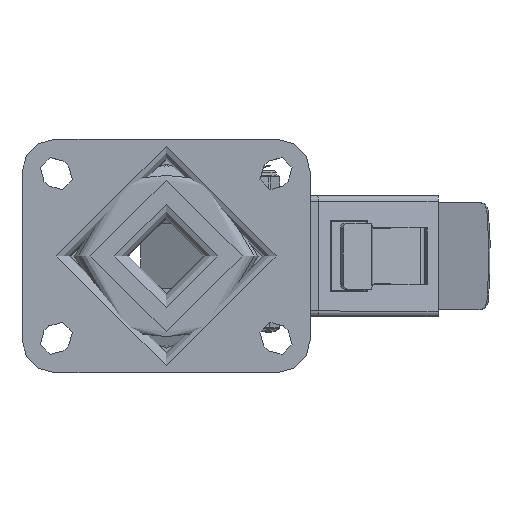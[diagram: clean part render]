
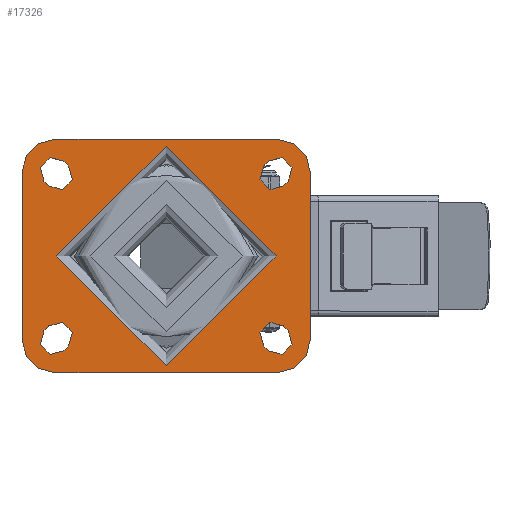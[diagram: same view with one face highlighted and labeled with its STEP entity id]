
A CAD part, top view. The second image highlights one B-rep face of the part: STEP entity #17326.
In plain terms, the highlighted planar face has unit normal (0, 0, 1).
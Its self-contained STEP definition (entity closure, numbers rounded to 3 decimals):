
#1382=FACE_BOUND('',#5726,.T.);
#1383=FACE_BOUND('',#5727,.T.);
#1384=FACE_BOUND('',#5728,.T.);
#1385=FACE_BOUND('',#5729,.T.);
#1386=FACE_BOUND('',#5730,.T.);
#1537=PLANE('',#18770);
#2059=LINE('',#25417,#3270);
#2060=LINE('',#25418,#3271);
#2061=LINE('',#25419,#3272);
#2062=LINE('',#25420,#3273);
#2063=LINE('',#25421,#3274);
#2064=LINE('',#25422,#3275);
#2065=LINE('',#25423,#3276);
#2066=LINE('',#25424,#3277);
#2067=LINE('',#25425,#3278);
#2068=LINE('',#25426,#3279);
#2069=LINE('',#25427,#3280);
#2070=LINE('',#25428,#3281);
#3270=VECTOR('',#20711,1000.);
#3271=VECTOR('',#20712,1000.);
#3272=VECTOR('',#20713,1000.);
#3273=VECTOR('',#20714,1000.);
#3274=VECTOR('',#20715,1000.);
#3275=VECTOR('',#20716,1000.);
#3276=VECTOR('',#20717,1000.);
#3277=VECTOR('',#20718,1000.);
#3278=VECTOR('',#20719,1000.);
#3279=VECTOR('',#20720,1000.);
#3280=VECTOR('',#20721,1000.);
#3281=VECTOR('',#20722,1000.);
#4674=FACE_OUTER_BOUND('',#5725,.T.);
#5725=EDGE_LOOP('',(#12182,#12183,#12184,#12185,#12186,#12187,#12188,#12189));
#5726=EDGE_LOOP('',(#12190,#12191,#12192,#12193));
#5727=EDGE_LOOP('',(#12194,#12195,#12196,#12197));
#5728=EDGE_LOOP('',(#12198,#12199,#12200,#12201));
#5729=EDGE_LOOP('',(#12202,#12203,#12204,#12205));
#5730=EDGE_LOOP('',(#12206));
#6907=CIRCLE('',#18649,5.125);
#6908=CIRCLE('',#18651,5.125);
#6911=CIRCLE('',#18655,5.125);
#6912=CIRCLE('',#18657,5.125);
#6914=CIRCLE('',#18660,5.125);
#6917=CIRCLE('',#18664,5.125);
#6918=CIRCLE('',#18666,5.125);
#6921=CIRCLE('',#18670,5.125);
#6922=CIRCLE('',#18672,12.);
#6924=CIRCLE('',#18675,12.);
#6926=CIRCLE('',#18678,12.);
#6928=CIRCLE('',#18681,12.);
#6949=CIRCLE('',#18712,40.);
#7673=VERTEX_POINT('',#25057);
#7674=VERTEX_POINT('',#25059);
#7675=VERTEX_POINT('',#25063);
#7676=VERTEX_POINT('',#25064);
#7681=VERTEX_POINT('',#25075);
#7682=VERTEX_POINT('',#25077);
#7683=VERTEX_POINT('',#25081);
#7684=VERTEX_POINT('',#25082);
#7687=VERTEX_POINT('',#25090);
#7688=VERTEX_POINT('',#25091);
#7693=VERTEX_POINT('',#25102);
#7694=VERTEX_POINT('',#25104);
#7695=VERTEX_POINT('',#25108);
#7696=VERTEX_POINT('',#25109);
#7701=VERTEX_POINT('',#25120);
#7702=VERTEX_POINT('',#25122);
#7703=VERTEX_POINT('',#25126);
#7704=VERTEX_POINT('',#25127);
#7707=VERTEX_POINT('',#25135);
#7708=VERTEX_POINT('',#25136);
#7711=VERTEX_POINT('',#25144);
#7712=VERTEX_POINT('',#25145);
#7715=VERTEX_POINT('',#25153);
#7716=VERTEX_POINT('',#25154);
#7733=VERTEX_POINT('',#25208);
#9371=EDGE_CURVE('',#7674,#7673,#6907,.T.);
#9373=EDGE_CURVE('',#7675,#7676,#6908,.T.);
#9379=EDGE_CURVE('',#7682,#7681,#6911,.T.);
#9381=EDGE_CURVE('',#7683,#7684,#6912,.T.);
#9385=EDGE_CURVE('',#7687,#7688,#6914,.T.);
#9391=EDGE_CURVE('',#7694,#7693,#6917,.T.);
#9393=EDGE_CURVE('',#7695,#7696,#6918,.T.);
#9399=EDGE_CURVE('',#7702,#7701,#6921,.T.);
#9401=EDGE_CURVE('',#7703,#7704,#6922,.T.);
#9405=EDGE_CURVE('',#7707,#7708,#6924,.T.);
#9409=EDGE_CURVE('',#7711,#7712,#6926,.T.);
#9413=EDGE_CURVE('',#7715,#7716,#6928,.T.);
#9440=EDGE_CURVE('',#7733,#7733,#6949,.T.);
#9544=EDGE_CURVE('',#7712,#7715,#2059,.T.);
#9545=EDGE_CURVE('',#7708,#7711,#2060,.T.);
#9546=EDGE_CURVE('',#7704,#7707,#2061,.T.);
#9547=EDGE_CURVE('',#7716,#7703,#2062,.T.);
#9548=EDGE_CURVE('',#7673,#7675,#2063,.T.);
#9549=EDGE_CURVE('',#7676,#7674,#2064,.T.);
#9550=EDGE_CURVE('',#7681,#7683,#2065,.T.);
#9551=EDGE_CURVE('',#7684,#7682,#2066,.T.);
#9552=EDGE_CURVE('',#7688,#7694,#2067,.T.);
#9553=EDGE_CURVE('',#7693,#7687,#2068,.T.);
#9554=EDGE_CURVE('',#7696,#7702,#2069,.T.);
#9555=EDGE_CURVE('',#7701,#7695,#2070,.T.);
#12182=ORIENTED_EDGE('',*,*,#9413,.F.);
#12183=ORIENTED_EDGE('',*,*,#9544,.F.);
#12184=ORIENTED_EDGE('',*,*,#9409,.F.);
#12185=ORIENTED_EDGE('',*,*,#9545,.F.);
#12186=ORIENTED_EDGE('',*,*,#9405,.F.);
#12187=ORIENTED_EDGE('',*,*,#9546,.F.);
#12188=ORIENTED_EDGE('',*,*,#9401,.F.);
#12189=ORIENTED_EDGE('',*,*,#9547,.F.);
#12190=ORIENTED_EDGE('',*,*,#9548,.T.);
#12191=ORIENTED_EDGE('',*,*,#9373,.T.);
#12192=ORIENTED_EDGE('',*,*,#9549,.T.);
#12193=ORIENTED_EDGE('',*,*,#9371,.T.);
#12194=ORIENTED_EDGE('',*,*,#9550,.T.);
#12195=ORIENTED_EDGE('',*,*,#9381,.T.);
#12196=ORIENTED_EDGE('',*,*,#9551,.T.);
#12197=ORIENTED_EDGE('',*,*,#9379,.T.);
#12198=ORIENTED_EDGE('',*,*,#9552,.T.);
#12199=ORIENTED_EDGE('',*,*,#9391,.T.);
#12200=ORIENTED_EDGE('',*,*,#9553,.T.);
#12201=ORIENTED_EDGE('',*,*,#9385,.T.);
#12202=ORIENTED_EDGE('',*,*,#9554,.T.);
#12203=ORIENTED_EDGE('',*,*,#9399,.T.);
#12204=ORIENTED_EDGE('',*,*,#9555,.T.);
#12205=ORIENTED_EDGE('',*,*,#9393,.T.);
#12206=ORIENTED_EDGE('',*,*,#9440,.F.);
#17326=ADVANCED_FACE('',(#4674,#1382,#1383,#1384,#1385,#1386),#1537,.T.);
#18649=AXIS2_PLACEMENT_3D('',#25060,#20391,#20392);
#18651=AXIS2_PLACEMENT_3D('',#25065,#20396,#20397);
#18655=AXIS2_PLACEMENT_3D('',#25078,#20407,#20408);
#18657=AXIS2_PLACEMENT_3D('',#25083,#20412,#20413);
#18660=AXIS2_PLACEMENT_3D('',#25092,#20420,#20421);
#18664=AXIS2_PLACEMENT_3D('',#25105,#20431,#20432);
#18666=AXIS2_PLACEMENT_3D('',#25110,#20436,#20437);
#18670=AXIS2_PLACEMENT_3D('',#25123,#20447,#20448);
#18672=AXIS2_PLACEMENT_3D('',#25128,#20452,#20453);
#18675=AXIS2_PLACEMENT_3D('',#25137,#20460,#20461);
#18678=AXIS2_PLACEMENT_3D('',#25146,#20468,#20469);
#18681=AXIS2_PLACEMENT_3D('',#25155,#20476,#20477);
#18712=AXIS2_PLACEMENT_3D('',#25209,#20544,#20545);
#18770=AXIS2_PLACEMENT_3D('',#25416,#20709,#20710);
#20391=DIRECTION('center_axis',(0.,0.,-1.));
#20392=DIRECTION('ref_axis',(-1.,0.,0.));
#20396=DIRECTION('center_axis',(0.,0.,-1.));
#20397=DIRECTION('ref_axis',(-1.,0.,0.));
#20407=DIRECTION('center_axis',(0.,0.,-1.));
#20408=DIRECTION('ref_axis',(-1.,0.,0.));
#20412=DIRECTION('center_axis',(0.,0.,-1.));
#20413=DIRECTION('ref_axis',(-1.,0.,0.));
#20420=DIRECTION('center_axis',(0.,0.,-1.));
#20421=DIRECTION('ref_axis',(1.,0.,0.));
#20431=DIRECTION('center_axis',(0.,0.,-1.));
#20432=DIRECTION('ref_axis',(1.,0.,0.));
#20436=DIRECTION('center_axis',(0.,0.,-1.));
#20437=DIRECTION('ref_axis',(1.,0.,0.));
#20447=DIRECTION('center_axis',(0.,0.,-1.));
#20448=DIRECTION('ref_axis',(1.,0.,0.));
#20452=DIRECTION('center_axis',(0.,0.,-1.));
#20453=DIRECTION('ref_axis',(-0.707,0.707,0.));
#20460=DIRECTION('center_axis',(0.,0.,-1.));
#20461=DIRECTION('ref_axis',(0.707,0.707,0.));
#20468=DIRECTION('center_axis',(0.,0.,-1.));
#20469=DIRECTION('ref_axis',(0.707,-0.707,0.));
#20476=DIRECTION('center_axis',(0.,0.,-1.));
#20477=DIRECTION('ref_axis',(-0.707,-0.707,0.));
#20544=DIRECTION('center_axis',(0.,0.,1.));
#20545=DIRECTION('ref_axis',(1.,0.,0.));
#20709=DIRECTION('center_axis',(0.,0.,1.));
#20710=DIRECTION('ref_axis',(1.,0.,0.));
#20711=DIRECTION('',(-1.,0.,0.));
#20712=DIRECTION('',(0.,-1.,0.));
#20713=DIRECTION('',(1.,0.,0.));
#20714=DIRECTION('',(0.,1.,0.));
#20715=DIRECTION('',(-0.707,0.707,0.));
#20716=DIRECTION('',(0.707,-0.707,0.));
#20717=DIRECTION('',(-0.707,-0.707,0.));
#20718=DIRECTION('',(0.707,0.707,0.));
#20719=DIRECTION('',(-0.707,-0.707,0.));
#20720=DIRECTION('',(0.707,0.707,0.));
#20721=DIRECTION('',(-0.707,0.707,0.));
#20722=DIRECTION('',(0.707,-0.707,0.));
#25057=CARTESIAN_POINT('',(37.26,-34.508,0.));
#25059=CARTESIAN_POINT('',(44.508,-27.26,0.));
#25060=CARTESIAN_POINT('Origin',(40.884,-30.884,0.));
#25063=CARTESIAN_POINT('',(35.492,-32.74,0.));
#25064=CARTESIAN_POINT('',(42.74,-25.492,0.));
#25065=CARTESIAN_POINT('Origin',(39.116,-29.116,0.));
#25075=CARTESIAN_POINT('',(44.508,27.26,0.));
#25077=CARTESIAN_POINT('',(37.26,34.508,0.));
#25078=CARTESIAN_POINT('Origin',(40.884,30.884,0.));
#25081=CARTESIAN_POINT('',(42.74,25.492,0.));
#25082=CARTESIAN_POINT('',(35.492,32.74,0.));
#25083=CARTESIAN_POINT('Origin',(39.116,29.116,0.));
#25090=CARTESIAN_POINT('',(-42.74,-25.492,0.));
#25091=CARTESIAN_POINT('',(-35.492,-32.74,0.));
#25092=CARTESIAN_POINT('Origin',(-39.116,-29.116,0.));
#25102=CARTESIAN_POINT('',(-44.508,-27.26,0.));
#25104=CARTESIAN_POINT('',(-37.26,-34.508,0.));
#25105=CARTESIAN_POINT('Origin',(-40.884,-30.884,0.));
#25108=CARTESIAN_POINT('',(-35.492,32.74,0.));
#25109=CARTESIAN_POINT('',(-42.74,25.492,0.));
#25110=CARTESIAN_POINT('Origin',(-39.116,29.116,0.));
#25120=CARTESIAN_POINT('',(-37.26,34.508,0.));
#25122=CARTESIAN_POINT('',(-44.508,27.26,0.));
#25123=CARTESIAN_POINT('Origin',(-40.884,30.884,0.));
#25126=CARTESIAN_POINT('',(-52.5,30.5,0.));
#25127=CARTESIAN_POINT('',(-40.5,42.5,0.));
#25128=CARTESIAN_POINT('Origin',(-40.5,30.5,0.));
#25135=CARTESIAN_POINT('',(40.5,42.5,0.));
#25136=CARTESIAN_POINT('',(52.5,30.5,0.));
#25137=CARTESIAN_POINT('Origin',(40.5,30.5,0.));
#25144=CARTESIAN_POINT('',(52.5,-30.5,0.));
#25145=CARTESIAN_POINT('',(40.5,-42.5,0.));
#25146=CARTESIAN_POINT('Origin',(40.5,-30.5,0.));
#25153=CARTESIAN_POINT('',(-40.5,-42.5,0.));
#25154=CARTESIAN_POINT('',(-52.5,-30.5,0.));
#25155=CARTESIAN_POINT('Origin',(-40.5,-30.5,0.));
#25208=CARTESIAN_POINT('',(40.,0.,0.));
#25209=CARTESIAN_POINT('Origin',(0.,0.,0.));
#25416=CARTESIAN_POINT('Origin',(0.,0.,0.));
#25417=CARTESIAN_POINT('',(52.5,-42.5,0.));
#25418=CARTESIAN_POINT('',(52.5,42.5,0.));
#25419=CARTESIAN_POINT('',(-52.5,42.5,0.));
#25420=CARTESIAN_POINT('',(-52.5,-42.5,0.));
#25421=CARTESIAN_POINT('',(37.26,-34.508,0.));
#25422=CARTESIAN_POINT('',(44.508,-27.26,0.));
#25423=CARTESIAN_POINT('',(44.508,27.26,0.));
#25424=CARTESIAN_POINT('',(37.26,34.508,0.));
#25425=CARTESIAN_POINT('',(-37.26,-34.508,0.));
#25426=CARTESIAN_POINT('',(-44.508,-27.26,0.));
#25427=CARTESIAN_POINT('',(-44.508,27.26,0.));
#25428=CARTESIAN_POINT('',(-37.26,34.508,0.));
